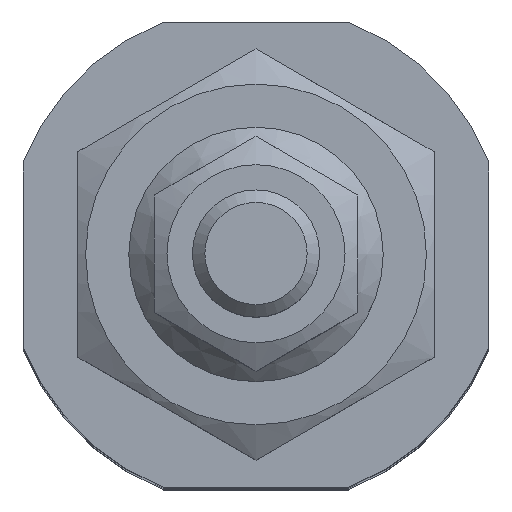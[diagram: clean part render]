
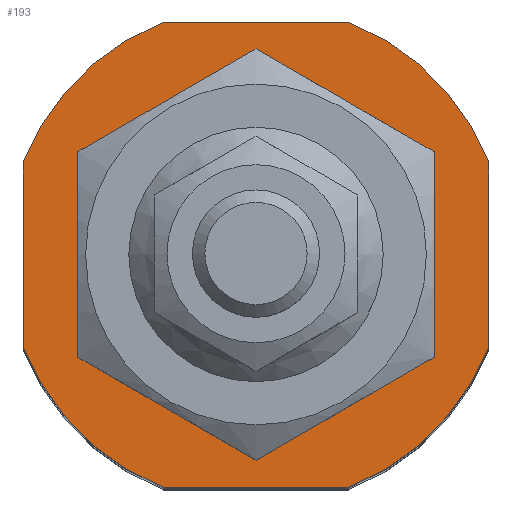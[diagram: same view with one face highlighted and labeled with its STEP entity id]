
A CAD part, top view. The second image highlights one B-rep face of the part: STEP entity #193.
In plain terms, the highlighted planar face has unit normal (0, 0, 1).
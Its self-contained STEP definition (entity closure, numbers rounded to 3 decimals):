
#193 = ADVANCED_FACE( '', ( #312, #313 ), #314, .T. );
#312 = FACE_BOUND( '', #509, .T. );
#313 = FACE_OUTER_BOUND( '', #510, .T. );
#314 = PLANE( '', #511 );
#509 = EDGE_LOOP( '', ( #789 ) );
#510 = EDGE_LOOP( '', ( #790, #791, #792, #793, #794, #795, #796, #797 ) );
#511 = AXIS2_PLACEMENT_3D( '', #798, #799, #800 );
#789 = ORIENTED_EDGE( '', *, *, #1166, .T. );
#790 = ORIENTED_EDGE( '', *, *, #1163, .T. );
#791 = ORIENTED_EDGE( '', *, *, #1157, .T. );
#792 = ORIENTED_EDGE( '', *, *, #1160, .T. );
#793 = ORIENTED_EDGE( '', *, *, #1203, .T. );
#794 = ORIENTED_EDGE( '', *, *, #1204, .T. );
#795 = ORIENTED_EDGE( '', *, *, #1205, .T. );
#796 = ORIENTED_EDGE( '', *, *, #1206, .T. );
#797 = ORIENTED_EDGE( '', *, *, #1207, .T. );
#798 = CARTESIAN_POINT( '', ( 0., 0., 47.5 ) );
#799 = DIRECTION( '', ( 0., 0., 1. ) );
#800 = DIRECTION( '', ( 1., 0., 0. ) );
#1157 = EDGE_CURVE( '', #1293, #1298, #1300, .T. );
#1160 = EDGE_CURVE( '', #1298, #1303, #1305, .T. );
#1163 = EDGE_CURVE( '', #1306, #1293, #1310, .T. );
#1166 = EDGE_CURVE( '', #1315, #1315, #1316, .T. );
#1203 = EDGE_CURVE( '', #1303, #1383, #1384, .T. );
#1204 = EDGE_CURVE( '', #1383, #1385, #1386, .T. );
#1205 = EDGE_CURVE( '', #1385, #1387, #1388, .T. );
#1206 = EDGE_CURVE( '', #1387, #1389, #1390, .T. );
#1207 = EDGE_CURVE( '', #1389, #1306, #1391, .T. );
#1293 = VERTEX_POINT( '', #1537 );
#1298 = VERTEX_POINT( '', #1544 );
#1300 = LINE( '', #1547, #1548 );
#1303 = VERTEX_POINT( '', #1551 );
#1305 = CIRCLE( '', #1554, 9.85 );
#1306 = VERTEX_POINT( '', #1555 );
#1310 = CIRCLE( '', #1560, 9.85 );
#1315 = VERTEX_POINT( '', #1565 );
#1316 = CIRCLE( '', #1566, 5. );
#1383 = VERTEX_POINT( '', #1757 );
#1384 = LINE( '', #1758, #1759 );
#1385 = VERTEX_POINT( '', #1760 );
#1386 = CIRCLE( '', #1761, 9.85 );
#1387 = VERTEX_POINT( '', #1762 );
#1388 = LINE( '', #1763, #1764 );
#1389 = VERTEX_POINT( '', #1765 );
#1390 = CIRCLE( '', #1766, 9.85 );
#1391 = LINE( '', #1767, #1768 );
#1537 = CARTESIAN_POINT( '', ( -9.15, 3.647, 47.5 ) );
#1544 = CARTESIAN_POINT( '', ( -9.15, -3.647, 47.5 ) );
#1547 = CARTESIAN_POINT( '', ( -9.15, 3.647, 47.5 ) );
#1548 = VECTOR( '', #2142, 1000. );
#1551 = CARTESIAN_POINT( '', ( -3.647, -9.15, 47.5 ) );
#1554 = AXIS2_PLACEMENT_3D( '', #2147, #2148, #2149 );
#1555 = CARTESIAN_POINT( '', ( -3.647, 9.15, 47.5 ) );
#1560 = AXIS2_PLACEMENT_3D( '', #2154, #2155, #2156 );
#1565 = CARTESIAN_POINT( '', ( -5., 0., 47.5 ) );
#1566 = AXIS2_PLACEMENT_3D( '', #2163, #2164, #2165 );
#1757 = CARTESIAN_POINT( '', ( 3.647, -9.15, 47.5 ) );
#1758 = CARTESIAN_POINT( '', ( -3.647, -9.15, 47.5 ) );
#1759 = VECTOR( '', #2223, 1000. );
#1760 = CARTESIAN_POINT( '', ( 9.15, -3.647, 47.5 ) );
#1761 = AXIS2_PLACEMENT_3D( '', #2224, #2225, #2226 );
#1762 = CARTESIAN_POINT( '', ( 9.15, 3.647, 47.5 ) );
#1763 = CARTESIAN_POINT( '', ( 9.15, -3.647, 47.5 ) );
#1764 = VECTOR( '', #2227, 1000. );
#1765 = CARTESIAN_POINT( '', ( 3.647, 9.15, 47.5 ) );
#1766 = AXIS2_PLACEMENT_3D( '', #2228, #2229, #2230 );
#1767 = CARTESIAN_POINT( '', ( 3.647, 9.15, 47.5 ) );
#1768 = VECTOR( '', #2231, 1000. );
#2142 = DIRECTION( '', ( 0., -1., 0. ) );
#2147 = CARTESIAN_POINT( '', ( 0., 0., 47.5 ) );
#2148 = DIRECTION( '', ( 0., 0., 1. ) );
#2149 = DIRECTION( '', ( 1., 0., 0. ) );
#2154 = CARTESIAN_POINT( '', ( 0., 0., 47.5 ) );
#2155 = DIRECTION( '', ( 0., 0., 1. ) );
#2156 = DIRECTION( '', ( 1., 0., 0. ) );
#2163 = CARTESIAN_POINT( '', ( 0., 0., 47.5 ) );
#2164 = DIRECTION( '', ( 0., 0., -1. ) );
#2165 = DIRECTION( '', ( -1., 0., 0. ) );
#2223 = DIRECTION( '', ( 1., 0., 0. ) );
#2224 = CARTESIAN_POINT( '', ( 0., 0., 47.5 ) );
#2225 = DIRECTION( '', ( 0., 0., 1. ) );
#2226 = DIRECTION( '', ( 1., 0., 0. ) );
#2227 = DIRECTION( '', ( 0., 1., 0. ) );
#2228 = CARTESIAN_POINT( '', ( 0., 0., 47.5 ) );
#2229 = DIRECTION( '', ( 0., 0., 1. ) );
#2230 = DIRECTION( '', ( 1., 0., 0. ) );
#2231 = DIRECTION( '', ( -1., 0., 0. ) );
